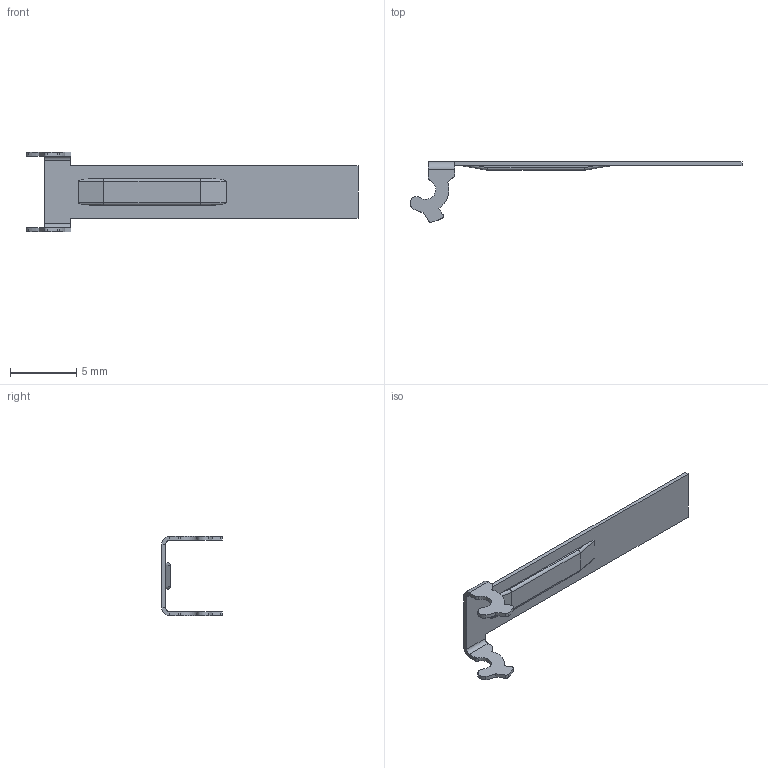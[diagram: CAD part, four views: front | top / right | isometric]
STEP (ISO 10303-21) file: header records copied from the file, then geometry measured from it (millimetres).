
FILE_DESCRIPTION((''),'2;1');
FILE_NAME('79253326','2024-03-29T11:12:48',('VALGBN3'),('CROUZET'),'CREO PARAMETRIC BY PTC INC, 2022244','CREO PARAMETRIC BY PTC INC, 2022244','');
FILE_SCHEMA(('AP203_CONFIGURATION_CONTROLLED_3D_DESIGN_OF_MECHANICAL_PARTS_AND_ASSEMBLIES_MIM_LF { 1 0 10303 403 2 1 2 }'));
Length unit declared in the file: millimetre
Products named in the file (1): 79253326
Bounding box: 25.11 x 4.56 x 6 mm (x, y, z)
Volume: 35.1 mm3; surface area: 256.8 mm2
Topology: 1 solids, 1 shells, 64 faces, 160 edges, 100 vertices
Faces by surface type: plane 36, cylinder 28
Entity records: 2036 total; most frequent: CARTESIAN_POINT 446, ORIENTED_EDGE 320, DIRECTION 316, EDGE_CURVE 160, VECTOR 108, LINE 108, AXIS2_PLACEMENT_3D 104, VERTEX_POINT 100
